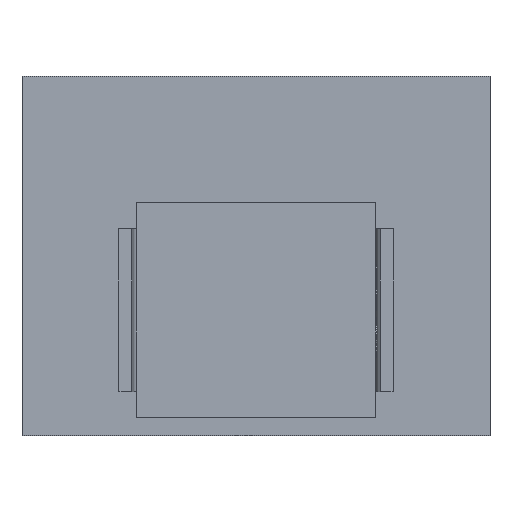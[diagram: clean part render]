
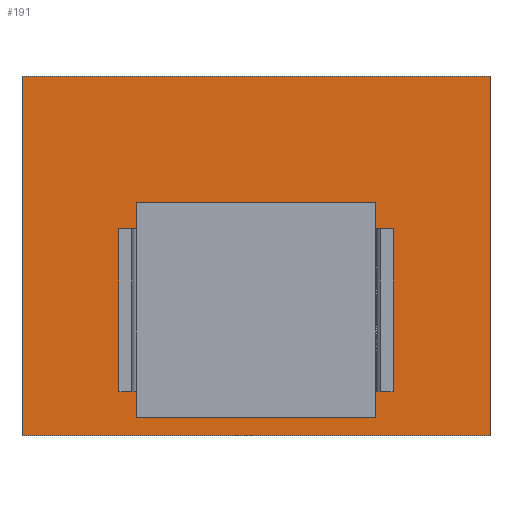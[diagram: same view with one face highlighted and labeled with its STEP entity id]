
A CAD part, top view. The second image highlights one B-rep face of the part: STEP entity #191.
In plain terms, the highlighted planar face has unit normal (0, 0, 1).
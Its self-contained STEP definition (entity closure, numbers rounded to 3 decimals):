
#62 = VERTEX_POINT('',#63);
#63 = CARTESIAN_POINT('',(0.013,-3.743,
    1.6));
#69 = EDGE_CURVE('',#62,#70,#72,.T.);
#70 = VERTEX_POINT('',#71);
#71 = CARTESIAN_POINT('',(5.473,-3.743,1.6)
  );
#72 = LINE('',#73,#74);
#73 = CARTESIAN_POINT('',(0.013,-3.743,
    1.6));
#74 = VECTOR('',#75,1.);
#75 = DIRECTION('',(1.,0.,0.));
#100 = EDGE_CURVE('',#70,#101,#103,.T.);
#101 = VERTEX_POINT('',#102);
#102 = CARTESIAN_POINT('',(5.473,-7.933,1.6
    ));
#103 = LINE('',#104,#105);
#104 = CARTESIAN_POINT('',(5.473,-3.743,1.6
    ));
#105 = VECTOR('',#106,1.);
#106 = DIRECTION('',(0.,-1.,0.));
#131 = EDGE_CURVE('',#101,#132,#134,.T.);
#132 = VERTEX_POINT('',#133);
#133 = CARTESIAN_POINT('',(0.013,-7.933,
    1.6));
#134 = LINE('',#135,#136);
#135 = CARTESIAN_POINT('',(5.473,-7.933,1.6
    ));
#136 = VECTOR('',#137,1.);
#137 = DIRECTION('',(-1.,0.,0.));
#162 = EDGE_CURVE('',#132,#62,#163,.T.);
#163 = LINE('',#164,#165);
#164 = CARTESIAN_POINT('',(0.013,-7.933,
    1.6));
#165 = VECTOR('',#166,1.);
#166 = DIRECTION('',(0.,1.,0.));
#191 = ADVANCED_FACE('',(#192),#198,.F.);
#192 = FACE_BOUND('',#193,.F.);
#193 = EDGE_LOOP('',(#194,#195,#196,#197));
#194 = ORIENTED_EDGE('',*,*,#69,.T.);
#195 = ORIENTED_EDGE('',*,*,#100,.T.);
#196 = ORIENTED_EDGE('',*,*,#131,.T.);
#197 = ORIENTED_EDGE('',*,*,#162,.T.);
#198 = PLANE('',#199);
#199 = AXIS2_PLACEMENT_3D('',#200,#201,#202);
#200 = CARTESIAN_POINT('',(2.743,-5.838,1.6
    ));
#201 = DIRECTION('',(-0.,-0.,-1.));
#202 = DIRECTION('',(-1.,0.,0.));
